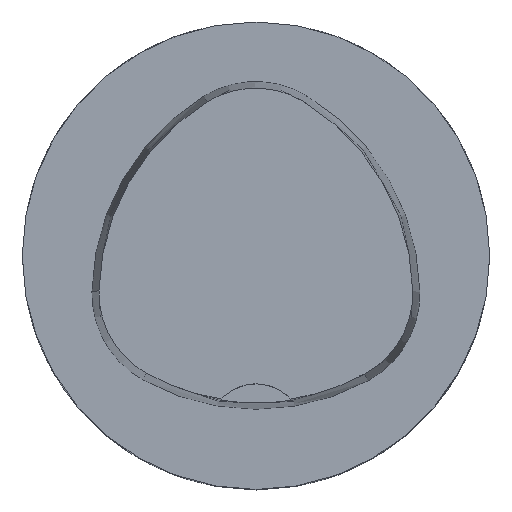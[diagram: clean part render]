
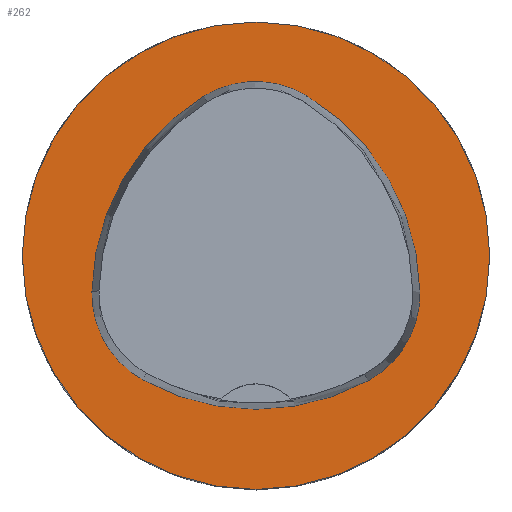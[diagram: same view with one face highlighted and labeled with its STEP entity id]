
A CAD part, top view. The second image highlights one B-rep face of the part: STEP entity #262.
In plain terms, the highlighted planar face has unit normal (0, 0, 1).
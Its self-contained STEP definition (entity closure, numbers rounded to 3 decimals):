
#262=ADVANCED_FACE('',(#330,#331),#296,.T.);
#296=PLANE('',#770);
#330=FACE_BOUND('',#363,.T.);
#331=FACE_BOUND('',#364,.T.);
#363=EDGE_LOOP('',(#450,#451,#452,#453,#454,#455));
#364=EDGE_LOOP('',(#456));
#450=ORIENTED_EDGE('',*,*,#655,.T.);
#451=ORIENTED_EDGE('',*,*,#635,.T.);
#452=ORIENTED_EDGE('',*,*,#639,.T.);
#453=ORIENTED_EDGE('',*,*,#642,.T.);
#454=ORIENTED_EDGE('',*,*,#645,.T.);
#455=ORIENTED_EDGE('',*,*,#653,.T.);
#456=ORIENTED_EDGE('',*,*,#658,.F.);
#577=VERTEX_POINT('',#1030);
#578=VERTEX_POINT('',#1031);
#581=VERTEX_POINT('',#1039);
#583=VERTEX_POINT('',#1045);
#585=VERTEX_POINT('',#1051);
#592=VERTEX_POINT('',#1072);
#593=VERTEX_POINT('',#1082);
#635=EDGE_CURVE('',#577,#578,#717,.T.);
#639=EDGE_CURVE('',#578,#581,#719,.T.);
#642=EDGE_CURVE('',#581,#583,#721,.T.);
#645=EDGE_CURVE('',#583,#585,#723,.T.);
#653=EDGE_CURVE('',#585,#592,#727,.T.);
#655=EDGE_CURVE('',#592,#577,#729,.T.);
#658=EDGE_CURVE('',#593,#593,#732,.T.);
#717=CIRCLE('',#747,20.0);
#719=CIRCLE('',#750,8.5);
#721=CIRCLE('',#753,20.0);
#723=CIRCLE('',#756,8.5);
#727=CIRCLE('',#761,20.0);
#729=CIRCLE('',#764,8.5);
#732=CIRCLE('',#769,20.0);
#747=AXIS2_PLACEMENT_3D('',#1029,#833,#834);
#750=AXIS2_PLACEMENT_3D('',#1038,#841,#842);
#753=AXIS2_PLACEMENT_3D('',#1044,#848,#849);
#756=AXIS2_PLACEMENT_3D('',#1050,#855,#856);
#761=AXIS2_PLACEMENT_3D('',#1073,#867,#868);
#764=AXIS2_PLACEMENT_3D('',#1076,#873,#874);
#769=AXIS2_PLACEMENT_3D('',#1081,#883,#884);
#770=AXIS2_PLACEMENT_3D('',#1083,#885,#886);
#833=DIRECTION('',(0.0,0.0,-1.0));
#834=DIRECTION('',(-1.0,0.0,0.0));
#841=DIRECTION('',(0.0,0.0,-1.0));
#842=DIRECTION('',(-1.0,0.0,0.0));
#848=DIRECTION('',(0.0,0.0,-1.0));
#849=DIRECTION('',(-1.0,0.0,0.0));
#855=DIRECTION('',(0.0,0.0,-1.0));
#856=DIRECTION('',(-1.0,0.0,0.0));
#867=DIRECTION('',(0.0,0.0,-1.0));
#868=DIRECTION('',(-1.0,0.0,0.0));
#873=DIRECTION('',(0.0,0.0,-1.0));
#874=DIRECTION('',(-1.0,0.0,0.0));
#883=DIRECTION('',(0.0,0.0,-1.0));
#884=DIRECTION('',(-1.0,0.0,0.0));
#885=DIRECTION('',(0.0,0.0,1.0));
#886=DIRECTION('',(1.0,0.0,0.0));
#1029=CARTESIAN_POINT('',(5.955,-3.414,0.0));
#1030=CARTESIAN_POINT('',(-14.041,-3.042,0.0));
#1031=CARTESIAN_POINT('',(-4.472,13.653,0.0));
#1038=CARTESIAN_POINT('',(-0.04,6.4,0.0));
#1039=CARTESIAN_POINT('',(4.347,13.68,0.0));
#1044=CARTESIAN_POINT('',(-5.976,-3.45,0.0));
#1045=CARTESIAN_POINT('',(14.021,-3.075,0.0));
#1050=CARTESIAN_POINT('',(5.522,-3.235,0.0));
#1051=CARTESIAN_POINT('',(9.588,-10.699,0.0));
#1072=CARTESIAN_POINT('',(-9.655,-10.639,0.0));
#1073=CARTESIAN_POINT('',(0.022,6.864,0.0));
#1076=CARTESIAN_POINT('',(-5.543,-3.2,0.0));
#1081=CARTESIAN_POINT('',(0.0,0.0,0.0));
#1082=CARTESIAN_POINT('',(-20.0,0.0,0.0));
#1083=CARTESIAN_POINT('',(0.0,0.0,0.0));
